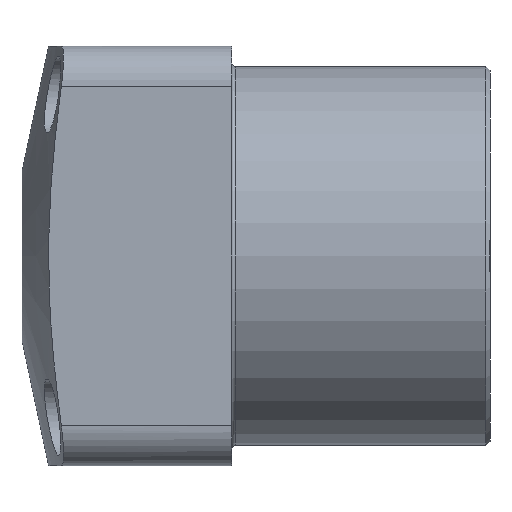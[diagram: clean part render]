
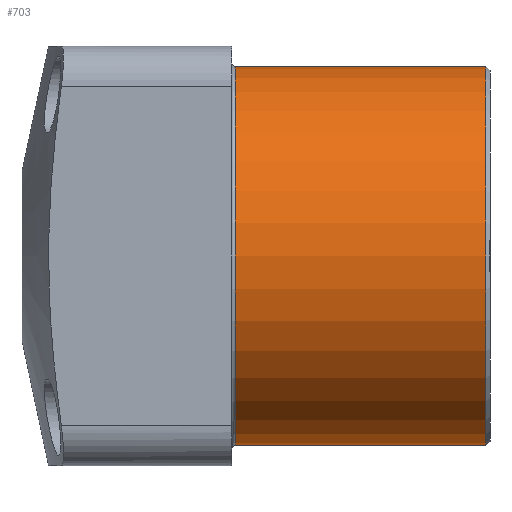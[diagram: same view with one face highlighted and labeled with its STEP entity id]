
A CAD part, left-side view. The second image highlights one B-rep face of the part: STEP entity #703.
In plain terms, the highlighted cylindrical face has radius 23.5 mm (diameter 47 mm), a partial arc.
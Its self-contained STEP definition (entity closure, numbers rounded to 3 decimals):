
#301 = VERTEX_POINT ( 'NONE', #1914 ) ;
#303 = EDGE_CURVE ( 'NONE', #304, #301, #1975, .T. ) ;
#304 = VERTEX_POINT ( 'NONE', #1970 ) ;
#319 = VERTEX_POINT ( 'NONE', #1987 ) ;
#322 = VERTEX_POINT ( 'NONE', #1981 ) ;
#497 = EDGE_CURVE ( 'NONE', #319, #301, #2486, .T. ) ;
#501 = EDGE_CURVE ( 'NONE', #322, #304, #2477, .T. ) ;
#703 = ADVANCED_FACE ( 'NONE', ( #2835 ), #2833, .T. ) ;
#704 = EDGE_LOOP ( 'NONE', ( #705, #706, #708, #709 ) ) ;
#705 = ORIENTED_EDGE ( 'NONE', *, *, #497, .F. ) ;
#706 = ORIENTED_EDGE ( 'NONE', *, *, #707, .T. ) ;
#707 = EDGE_CURVE ( 'NONE', #319, #322, #2828, .T. ) ;
#708 = ORIENTED_EDGE ( 'NONE', *, *, #501, .T. ) ;
#709 = ORIENTED_EDGE ( 'NONE', *, *, #303, .T. ) ;
#1914 = CARTESIAN_POINT ( 'NONE',  ( 0., -0.4, -23.5 ) ) ;
#1970 = CARTESIAN_POINT ( 'NONE',  ( 0., -0.4, 23.5 ) ) ;
#1971 = DIRECTION ( 'NONE',  ( 0., 0., 1. ) ) ;
#1972 = DIRECTION ( 'NONE',  ( 0., -1., 0. ) ) ;
#1973 = CARTESIAN_POINT ( 'NONE',  ( 0., -0.4, 0. ) ) ;
#1974 = AXIS2_PLACEMENT_3D ( 'NONE', #1973, #1972, #1971 ) ;
#1975 = CIRCLE ( 'NONE', #1974, 23.5 ) ;
#1981 = CARTESIAN_POINT ( 'NONE',  ( 0., -31.5, 23.5 ) ) ;
#1987 = CARTESIAN_POINT ( 'NONE',  ( 0., -31.5, -23.5 ) ) ;
#2474 = DIRECTION ( 'NONE',  ( 0., 1., 0. ) ) ;
#2475 = VECTOR ( 'NONE', #2474, 1000. ) ;
#2476 = CARTESIAN_POINT ( 'NONE',  ( 0., -32., 23.5 ) ) ;
#2477 = LINE ( 'NONE', #2476, #2475 ) ;
#2483 = DIRECTION ( 'NONE',  ( 0., 1., 0. ) ) ;
#2484 = VECTOR ( 'NONE', #2483, 1000. ) ;
#2485 = CARTESIAN_POINT ( 'NONE',  ( 0., -32., -23.5 ) ) ;
#2486 = LINE ( 'NONE', #2485, #2484 ) ;
#2825 = DIRECTION ( 'NONE',  ( 0., 0., 1. ) ) ;
#2826 = DIRECTION ( 'NONE',  ( 0., 1., 0. ) ) ;
#2827 = AXIS2_PLACEMENT_3D ( 'NONE', #2834, #2826, #2825 ) ;
#2828 = CIRCLE ( 'NONE', #2827, 23.5 ) ;
#2829 = DIRECTION ( 'NONE',  ( 0., 0., 1. ) ) ;
#2830 = DIRECTION ( 'NONE',  ( 0., 1., 0. ) ) ;
#2831 = CARTESIAN_POINT ( 'NONE',  ( 0., -32., 0. ) ) ;
#2832 = AXIS2_PLACEMENT_3D ( 'NONE', #2831, #2830, #2829 ) ;
#2833 = CYLINDRICAL_SURFACE ( 'NONE', #2832, 23.5 ) ;
#2834 = CARTESIAN_POINT ( 'NONE',  ( 0., -31.5, 0. ) ) ;
#2835 = FACE_OUTER_BOUND ( 'NONE', #704, .T. ) ;
